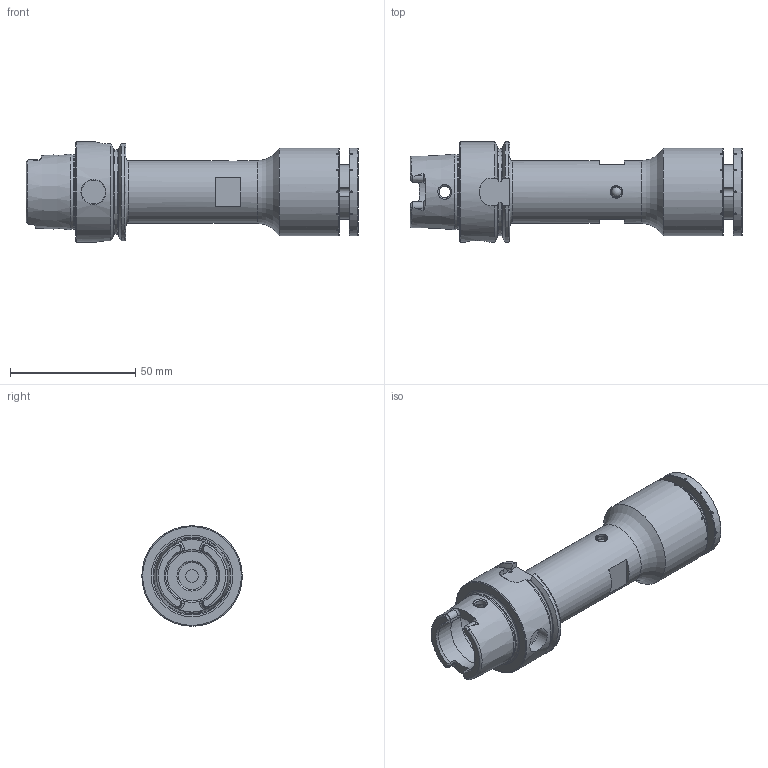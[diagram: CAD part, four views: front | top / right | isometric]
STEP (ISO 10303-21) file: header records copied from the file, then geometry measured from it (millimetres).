
FILE_DESCRIPTION (( 'STEP AP214' ), '1' );
FILE_NAME ('HA4.22S.035.105.STEP', '2020-08-13T11:29:17', ( '' ), ( '' ), 'SwSTEP 2.0', 'SolidWorks 2017', '' );
FILE_SCHEMA (( 'AUTOMOTIVE_DESIGN' ));
Length unit declared in the file: millimetre
Products named in the file (5): HA4.22S.035.105; ISO 4762 - M8 x 35; HA4-22S.035.105_A_Fertigbearbeitung; 22S-ER1.035.027_A; KVT_MB_600_050
Assembly tree (4 placements, depth 2):
  HA4.22S.035.105
    HA4-22S.035.105_A_Fertigbearbeitung
    22S-ER1.035.027_A
    ISO 4762 - M8 x 35
    KVT_MB_600_050
Bounding box: 132.4 x 40 x 40 mm (x, y, z)
Volume: 78349.2 mm3; surface area: 27778.1 mm2
Topology: 5 solids, 5 shells, 264 faces, 724 edges, 457 vertices
Faces by surface type: cylinder 81, plane 77, cone 59, torus 44, bspline 2, sphere 1
Full cylindrical faces by diameter (mm): 0.8 x24, 3.3 x4, 4 x1, 4.2 x3, 4.6 x2, 5 x4, 6.8 x1, 8 x1, 8.5 x1, 10 x1, 11 x1, 12.5 x1, 13 x1, 14 x1, 21 x2, 22 x1, 23 x1, 25 x1, 25.5 x1, 27 x1, 29.707 x1, 35 x2, 40 x1
Entity records: 10980 total; most frequent: CARTESIAN_POINT 4007, ORIENTED_EDGE 1156, DIRECTION 1117, EDGE_CURVE 578, AXIS2_PLACEMENT_3D 493, VERTEX_POINT 419, EDGE_LOOP 419, FACE_OUTER_BOUND 331
